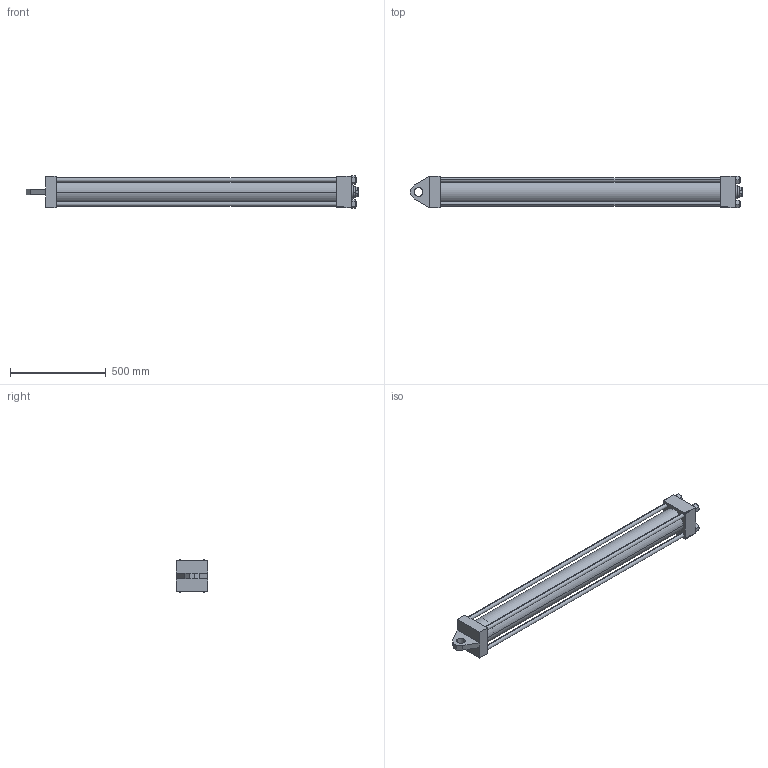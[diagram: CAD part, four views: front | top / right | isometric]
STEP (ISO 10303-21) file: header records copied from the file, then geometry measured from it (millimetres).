
FILE_DESCRIPTION (( 'STEP AP203' ), '1' );
FILE_NAME ('32b0.STEP', '2023-08-23T03:49:14', ( '' ), ( '' ), 'SwSTEP 2.0', 'SolidWorks 2019', '' );
FILE_SCHEMA (( 'CONFIG_CONTROL_DESIGN' ));
Length unit declared in the file: millimetre
Products named in the file (6): V215CR_TYCINKA_I 4a47384b4f673b134ab3a731cde08c7e; V215_VC_A 4a47384b4f673b134ab3a731cde08c7e; V215CR_VCP_I 4a47384b4f673b134ab3a731cde08c7e; 32b0; NUT_M5_I 4a47384b4f673b134ab3a731cde08c7e; V215CR_I_Body 4a47384b4f673b134ab3a731cde08c7e
Assembly tree (11 placements, depth 2):
  32b0
    V215CR_I_Body 4a47384b4f673b134ab3a731cde08c7e
    V215CR_VCP_I 4a47384b4f673b134ab3a731cde08c7e
    V215CR_TYCINKA_I 4a47384b4f673b134ab3a731cde08c7e  x4
    NUT_M5_I 4a47384b4f673b134ab3a731cde08c7e  x4
    V215_VC_A 4a47384b4f673b134ab3a731cde08c7e
Bounding box: 1734 x 165 x 169.14 mm (x, y, z)
Volume: 11972701.9 mm3; surface area: 2268090.9 mm2
Topology: 11 solids, 11 shells, 1127 faces, 2874 edges, 1871 vertices
Faces by surface type: plane 550, bspline 360, cone 128, cylinder 81, torus 8
Entity records: 46600 total; most frequent: CARTESIAN_POINT 24475, ORIENTED_EDGE 5012, DIRECTION 3188, EDGE_CURVE 2506, VERTEX_POINT 1649, VECTOR 1540, LINE 1540, EDGE_LOOP 1087
